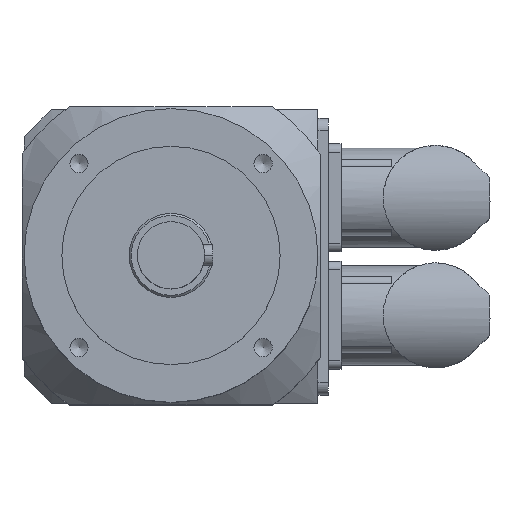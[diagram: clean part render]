
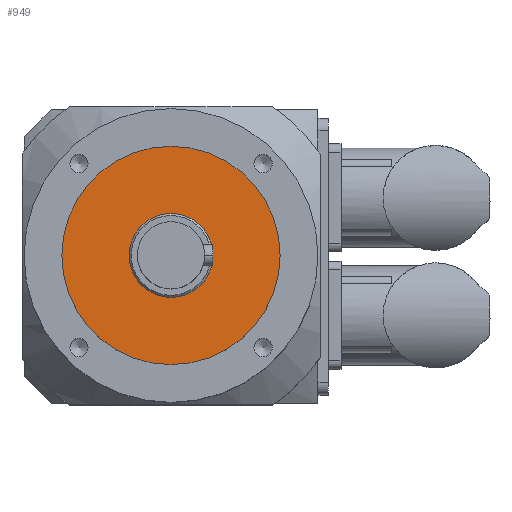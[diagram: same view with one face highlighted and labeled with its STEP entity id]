
A CAD part, top view. The second image highlights one B-rep face of the part: STEP entity #949.
In plain terms, the highlighted face is planar.
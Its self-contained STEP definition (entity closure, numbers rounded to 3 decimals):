
#375=FACE_BOUND('',#1586,.T.);
#669=CIRCLE('',#5181,10.);
#670=CIRCLE('',#5183,26.);
#949=ADVANCED_FACE('',(#375,#1303),#1072,.T.);
#1072=PLANE('',#5184);
#1303=FACE_OUTER_BOUND('',#1587,.T.);
#1586=EDGE_LOOP('',(#3311));
#1587=EDGE_LOOP('',(#3312));
#3311=ORIENTED_EDGE('',*,*,#4529,.F.);
#3312=ORIENTED_EDGE('',*,*,#4530,.T.);
#3875=VERTEX_POINT('',#8520);
#3876=VERTEX_POINT('',#8523);
#4529=EDGE_CURVE('',#3875,#3875,#669,.T.);
#4530=EDGE_CURVE('',#3876,#3876,#670,.T.);
#5181=AXIS2_PLACEMENT_3D('',#8519,#6368,#6369);
#5183=AXIS2_PLACEMENT_3D('',#8522,#6372,#6373);
#5184=AXIS2_PLACEMENT_3D('',#8524,#6374,#6375);
#6368=DIRECTION('',(0.,0.,-1.));
#6369=DIRECTION('',(-1.,0.,0.));
#6372=DIRECTION('',(0.,0.,-1.));
#6373=DIRECTION('',(-1.,0.,0.));
#6374=DIRECTION('',(0.,0.,-1.));
#6375=DIRECTION('',(-1.,0.,0.));
#8519=CARTESIAN_POINT('',(0.,0.,-53.));
#8520=CARTESIAN_POINT('',(-10.,0.,-53.));
#8522=CARTESIAN_POINT('',(0.,0.,-53.));
#8523=CARTESIAN_POINT('',(-26.,0.,-53.));
#8524=CARTESIAN_POINT('',(0.,0.,-53.));
